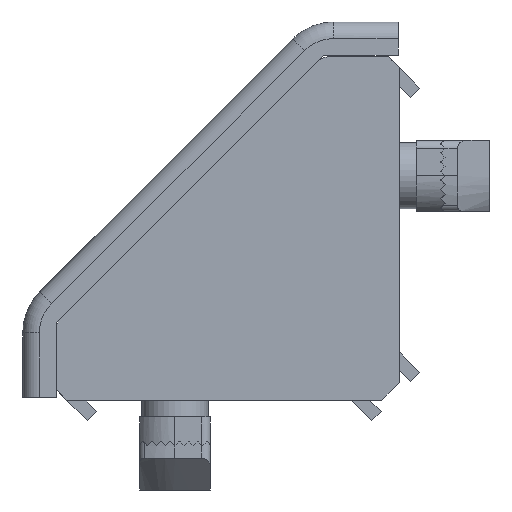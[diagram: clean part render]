
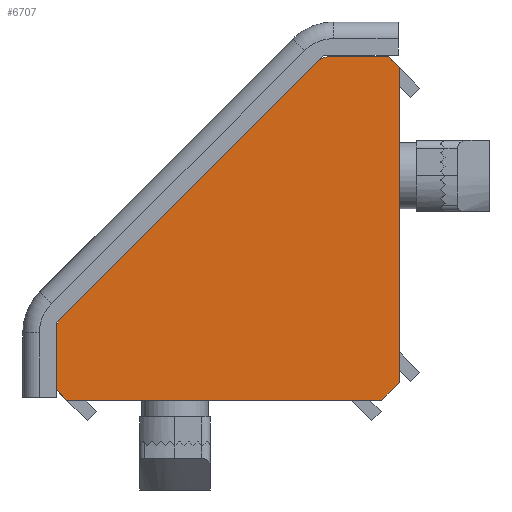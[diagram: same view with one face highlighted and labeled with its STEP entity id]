
A CAD part, left-side view. The second image highlights one B-rep face of the part: STEP entity #6707.
In plain terms, the highlighted planar face has unit normal (-1, 0, 0).
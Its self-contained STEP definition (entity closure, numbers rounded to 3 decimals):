
#593=LINE('',#11697,#1257);
#625=LINE('',#11784,#1289);
#635=LINE('',#11804,#1299);
#651=LINE('',#11837,#1315);
#685=LINE('',#11905,#1349);
#691=LINE('',#11915,#1355);
#698=LINE('',#11927,#1362);
#701=LINE('',#11933,#1365);
#1257=VECTOR('',#8640,1000.);
#1289=VECTOR('',#8706,1000.);
#1299=VECTOR('',#8718,1000.);
#1315=VECTOR('',#8738,1000.);
#1349=VECTOR('',#8796,1000.);
#1355=VECTOR('',#8804,1000.);
#1362=VECTOR('',#8815,1000.);
#1365=VECTOR('',#8820,1000.);
#1814=PLANE('',#7444);
#2149=FACE_OUTER_BOUND('',#2532,.T.);
#2532=EDGE_LOOP('',(#5695,#5696,#5697,#5698,#5699,#5700,#5701,#5702,#5703,
#5704));
#2791=CIRCLE('',#7433,2.);
#2794=CIRCLE('',#7442,2.);
#3200=VERTEX_POINT('',#11694);
#3201=VERTEX_POINT('',#11696);
#3238=VERTEX_POINT('',#11781);
#3239=VERTEX_POINT('',#11783);
#3248=VERTEX_POINT('',#11803);
#3263=VERTEX_POINT('',#11836);
#3283=VERTEX_POINT('',#11898);
#3285=VERTEX_POINT('',#11904);
#3291=VERTEX_POINT('',#11926);
#3293=VERTEX_POINT('',#11932);
#4024=EDGE_CURVE('',#3200,#3201,#593,.T.);
#4068=EDGE_CURVE('',#3238,#3239,#625,.T.);
#4078=EDGE_CURVE('',#3239,#3248,#635,.T.);
#4094=EDGE_CURVE('',#3248,#3263,#651,.T.);
#4127=EDGE_CURVE('',#3201,#3283,#2791,.T.);
#4130=EDGE_CURVE('',#3283,#3285,#685,.T.);
#4136=EDGE_CURVE('',#3285,#3238,#691,.T.);
#4143=EDGE_CURVE('',#3263,#3291,#698,.T.);
#4146=EDGE_CURVE('',#3291,#3293,#701,.T.);
#4151=EDGE_CURVE('',#3293,#3200,#2794,.T.);
#5695=ORIENTED_EDGE('',*,*,#4127,.F.);
#5696=ORIENTED_EDGE('',*,*,#4024,.F.);
#5697=ORIENTED_EDGE('',*,*,#4151,.F.);
#5698=ORIENTED_EDGE('',*,*,#4146,.F.);
#5699=ORIENTED_EDGE('',*,*,#4143,.F.);
#5700=ORIENTED_EDGE('',*,*,#4094,.F.);
#5701=ORIENTED_EDGE('',*,*,#4078,.F.);
#5702=ORIENTED_EDGE('',*,*,#4068,.F.);
#5703=ORIENTED_EDGE('',*,*,#4136,.F.);
#5704=ORIENTED_EDGE('',*,*,#4130,.F.);
#6707=ADVANCED_FACE('',(#2149),#1814,.F.);
#7433=AXIS2_PLACEMENT_3D('',#11899,#8789,#8790);
#7442=AXIS2_PLACEMENT_3D('',#11940,#8828,#8829);
#7444=AXIS2_PLACEMENT_3D('',#11942,#8832,#8833);
#8640=DIRECTION('',(0.,-0.707,0.707));
#8706=DIRECTION('',(0.,0.,-1.));
#8718=DIRECTION('',(0.,0.707,-0.707));
#8738=DIRECTION('',(0.,1.,0.));
#8789=DIRECTION('center_axis',(1.,0.,0.));
#8790=DIRECTION('ref_axis',(0.,0.,-1.));
#8796=DIRECTION('',(0.,-1.,0.));
#8804=DIRECTION('',(0.,-0.707,-0.707));
#8815=DIRECTION('',(0.,0.707,0.707));
#8820=DIRECTION('',(0.,0.,1.));
#8828=DIRECTION('center_axis',(1.,0.,0.));
#8829=DIRECTION('ref_axis',(0.,0.,-1.));
#8832=DIRECTION('center_axis',(1.,0.,0.));
#8833=DIRECTION('ref_axis',(0.,0.,-1.));
#11694=CARTESIAN_POINT('',(-21.,40.714,9.915));
#11696=CARTESIAN_POINT('',(-21.,9.915,40.714));
#11697=CARTESIAN_POINT('',(-21.,40.714,9.915));
#11781=CARTESIAN_POINT('',(-21.,0.,40.022));
#11783=CARTESIAN_POINT('',(-21.,0.,2.121));
#11784=CARTESIAN_POINT('',(-21.,0.,40.022));
#11803=CARTESIAN_POINT('',(-21.,2.121,0.));
#11804=CARTESIAN_POINT('',(-21.,0.,2.121));
#11836=CARTESIAN_POINT('',(-21.,40.022,0.));
#11837=CARTESIAN_POINT('',(-21.,2.121,0.));
#11898=CARTESIAN_POINT('',(-21.,8.5,41.3));
#11899=CARTESIAN_POINT('Origin',(-21.,8.5,39.3));
#11904=CARTESIAN_POINT('',(-21.,1.278,41.3));
#11905=CARTESIAN_POINT('',(-21.,8.5,41.3));
#11915=CARTESIAN_POINT('',(-21.,1.278,41.3));
#11926=CARTESIAN_POINT('',(-21.,41.3,1.278));
#11927=CARTESIAN_POINT('',(-21.,40.022,0.));
#11932=CARTESIAN_POINT('',(-21.,41.3,8.5));
#11933=CARTESIAN_POINT('',(-21.,41.3,1.278));
#11940=CARTESIAN_POINT('Origin',(-21.,39.3,8.5));
#11942=CARTESIAN_POINT('Origin',(-21.,8.5,39.3));
